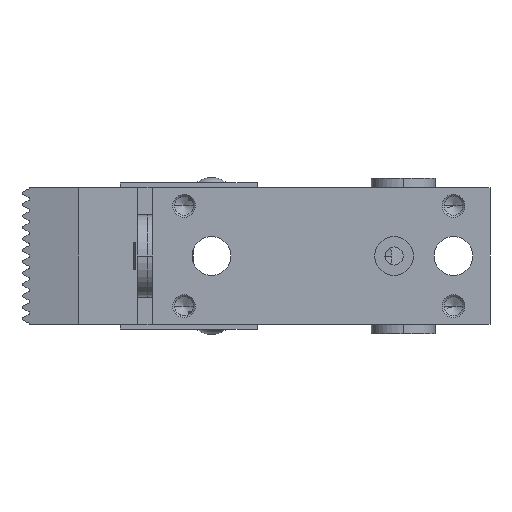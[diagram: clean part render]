
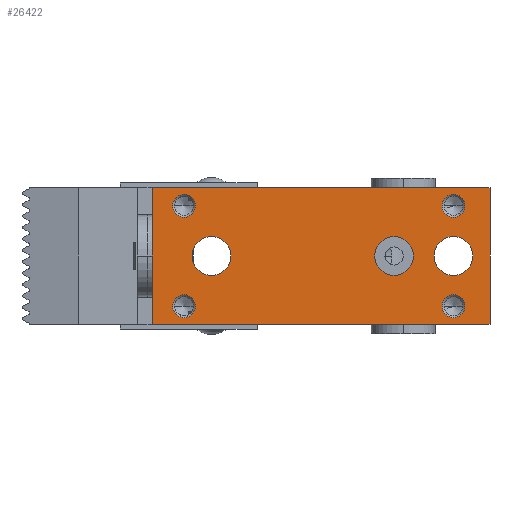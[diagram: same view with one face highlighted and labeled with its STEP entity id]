
A CAD part, front view. The second image highlights one B-rep face of the part: STEP entity #26422.
In plain terms, the highlighted planar face has unit normal (0, -1, 0).
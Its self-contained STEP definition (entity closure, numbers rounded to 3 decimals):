
#23963=DIRECTION('',(-1.,0.,0.));
#23964=VECTOR('',#23963,74.);
#23965=CARTESIAN_POINT('',(51.,0.,-15.));
#23966=LINE('',#23965,#23964);
#23970=DIRECTION('',(0.,0.,-1.));
#23971=VECTOR('',#23970,30.);
#23972=CARTESIAN_POINT('',(51.,0.,15.));
#23973=LINE('',#23972,#23971);
#23977=CARTESIAN_POINT('',(-10.,0.,0.));
#23978=DIRECTION('',(0.,-1.,0.));
#23979=DIRECTION('',(-1.,0.,0.));
#23980=AXIS2_PLACEMENT_3D('',#23977,#23978,#23979);
#23985=CARTESIAN_POINT('',(-10.,0.,0.));
#23986=DIRECTION('',(0.,-1.,0.));
#23987=DIRECTION('',(1.,0.,0.));
#23988=AXIS2_PLACEMENT_3D('',#23985,#23986,#23987);
#23993=CARTESIAN_POINT('',(30.,0.,0.));
#23994=DIRECTION('',(0.,-1.,0.));
#23995=DIRECTION('',(-1.,0.,0.));
#23996=AXIS2_PLACEMENT_3D('',#23993,#23994,#23995);
#24001=CARTESIAN_POINT('',(30.,0.,0.));
#24002=DIRECTION('',(0.,-1.,0.));
#24003=DIRECTION('',(1.,0.,0.));
#24004=AXIS2_PLACEMENT_3D('',#24001,#24002,#24003);
#24009=CARTESIAN_POINT('',(-16.,0.,-11.));
#24010=DIRECTION('',(0.,-1.,0.));
#24011=DIRECTION('',(-1.,0.,0.));
#24012=AXIS2_PLACEMENT_3D('',#24009,#24010,#24011);
#24017=CARTESIAN_POINT('',(-16.,0.,-11.));
#24018=DIRECTION('',(0.,-1.,0.));
#24019=DIRECTION('',(1.,0.,0.));
#24020=AXIS2_PLACEMENT_3D('',#24017,#24018,#24019);
#24025=CARTESIAN_POINT('',(43.,0.,-11.));
#24026=DIRECTION('',(0.,-1.,0.));
#24027=DIRECTION('',(-1.,0.,0.));
#24028=AXIS2_PLACEMENT_3D('',#24025,#24026,#24027);
#24033=CARTESIAN_POINT('',(43.,0.,-11.));
#24034=DIRECTION('',(0.,-1.,0.));
#24035=DIRECTION('',(1.,0.,0.));
#24036=AXIS2_PLACEMENT_3D('',#24033,#24034,#24035);
#24041=CARTESIAN_POINT('',(-16.,0.,11.));
#24042=DIRECTION('',(0.,-1.,0.));
#24043=DIRECTION('',(-1.,0.,0.));
#24044=AXIS2_PLACEMENT_3D('',#24041,#24042,#24043);
#24049=CARTESIAN_POINT('',(-16.,0.,11.));
#24050=DIRECTION('',(0.,-1.,0.));
#24051=DIRECTION('',(1.,0.,0.));
#24052=AXIS2_PLACEMENT_3D('',#24049,#24050,#24051);
#24057=CARTESIAN_POINT('',(43.,0.,11.));
#24058=DIRECTION('',(0.,-1.,0.));
#24059=DIRECTION('',(-1.,0.,0.));
#24060=AXIS2_PLACEMENT_3D('',#24057,#24058,#24059);
#24065=CARTESIAN_POINT('',(43.,0.,11.));
#24066=DIRECTION('',(0.,-1.,0.));
#24067=DIRECTION('',(1.,0.,0.));
#24068=AXIS2_PLACEMENT_3D('',#24065,#24066,#24067);
#24073=CARTESIAN_POINT('',(43.,0.,0.));
#24074=DIRECTION('',(0.,-1.,0.));
#24075=DIRECTION('',(-1.,0.,0.));
#24076=AXIS2_PLACEMENT_3D('',#24073,#24074,#24075);
#24081=CARTESIAN_POINT('',(43.,0.,0.));
#24082=DIRECTION('',(0.,-1.,0.));
#24083=DIRECTION('',(1.,0.,0.));
#24084=AXIS2_PLACEMENT_3D('',#24081,#24082,#24083);
#24170=DIRECTION('',(-1.,0.,0.));
#24171=VECTOR('',#24170,74.);
#24172=CARTESIAN_POINT('',(51.,0.,15.));
#24173=LINE('',#24172,#24171);
#24221=DIRECTION('',(0.,0.,-1.));
#24222=VECTOR('',#24221,30.);
#24223=CARTESIAN_POINT('',(-23.,0.,15.));
#24224=LINE('',#24223,#24222);
#26052=CARTESIAN_POINT('',(51.,0.,-15.));
#26053=CARTESIAN_POINT('',(-23.,0.,-15.));
#26054=VERTEX_POINT('',#26052);
#26055=VERTEX_POINT('',#26053);
#26056=CARTESIAN_POINT('',(-23.,0.,15.));
#26057=VERTEX_POINT('',#26056);
#26058=CARTESIAN_POINT('',(51.,0.,15.));
#26059=VERTEX_POINT('',#26058);
#26060=CARTESIAN_POINT('',(-14.25,0.,0.));
#26061=CARTESIAN_POINT('',(-5.75,0.,0.));
#26062=VERTEX_POINT('',#26060);
#26063=VERTEX_POINT('',#26061);
#26064=CARTESIAN_POINT('',(25.75,0.,0.));
#26065=CARTESIAN_POINT('',(34.25,0.,0.));
#26066=VERTEX_POINT('',#26064);
#26067=VERTEX_POINT('',#26065);
#26068=CARTESIAN_POINT('',(-18.5,0.,-11.));
#26069=CARTESIAN_POINT('',(-13.5,0.,-11.));
#26070=VERTEX_POINT('',#26068);
#26071=VERTEX_POINT('',#26069);
#26072=CARTESIAN_POINT('',(40.5,0.,-11.));
#26073=CARTESIAN_POINT('',(45.5,0.,-11.));
#26074=VERTEX_POINT('',#26072);
#26075=VERTEX_POINT('',#26073);
#26076=CARTESIAN_POINT('',(-18.5,0.,11.));
#26077=CARTESIAN_POINT('',(-13.5,0.,11.));
#26078=VERTEX_POINT('',#26076);
#26079=VERTEX_POINT('',#26077);
#26080=CARTESIAN_POINT('',(40.5,0.,11.));
#26081=CARTESIAN_POINT('',(45.5,0.,11.));
#26082=VERTEX_POINT('',#26080);
#26083=VERTEX_POINT('',#26081);
#26084=CARTESIAN_POINT('',(38.75,0.,0.));
#26085=CARTESIAN_POINT('',(47.25,0.,0.));
#26086=VERTEX_POINT('',#26084);
#26087=VERTEX_POINT('',#26085);
#26365=CARTESIAN_POINT('',(0.,0.,0.));
#26366=DIRECTION('',(0.,1.,0.));
#26367=DIRECTION('',(0.,0.,1.));
#26368=AXIS2_PLACEMENT_3D('',#26365,#26366,#26367);
#26369=PLANE('',#26368);
#26371=ORIENTED_EDGE('',*,*,#26370,.T.);
#26373=ORIENTED_EDGE('',*,*,#26372,.F.);
#26375=ORIENTED_EDGE('',*,*,#26374,.F.);
#26377=ORIENTED_EDGE('',*,*,#26376,.T.);
#26378=EDGE_LOOP('',(#26371,#26373,#26375,#26377));
#26379=FACE_OUTER_BOUND('',#26378,.F.);
#26381=ORIENTED_EDGE('',*,*,#26380,.T.);
#26383=ORIENTED_EDGE('',*,*,#26382,.T.);
#26384=EDGE_LOOP('',(#26381,#26383));
#26385=FACE_BOUND('',#26384,.F.);
#26387=ORIENTED_EDGE('',*,*,#26386,.T.);
#26389=ORIENTED_EDGE('',*,*,#26388,.T.);
#26390=EDGE_LOOP('',(#26387,#26389));
#26391=FACE_BOUND('',#26390,.F.);
#26393=ORIENTED_EDGE('',*,*,#26392,.T.);
#26395=ORIENTED_EDGE('',*,*,#26394,.T.);
#26396=EDGE_LOOP('',(#26393,#26395));
#26397=FACE_BOUND('',#26396,.F.);
#26399=ORIENTED_EDGE('',*,*,#26398,.T.);
#26401=ORIENTED_EDGE('',*,*,#26400,.T.);
#26402=EDGE_LOOP('',(#26399,#26401));
#26403=FACE_BOUND('',#26402,.F.);
#26405=ORIENTED_EDGE('',*,*,#26404,.T.);
#26407=ORIENTED_EDGE('',*,*,#26406,.T.);
#26408=EDGE_LOOP('',(#26405,#26407));
#26409=FACE_BOUND('',#26408,.F.);
#26411=ORIENTED_EDGE('',*,*,#26410,.T.);
#26413=ORIENTED_EDGE('',*,*,#26412,.T.);
#26414=EDGE_LOOP('',(#26411,#26413));
#26415=FACE_BOUND('',#26414,.F.);
#26417=ORIENTED_EDGE('',*,*,#26416,.T.);
#26419=ORIENTED_EDGE('',*,*,#26418,.T.);
#26420=EDGE_LOOP('',(#26417,#26419));
#26421=FACE_BOUND('',#26420,.F.);
#23981=CIRCLE('',#23980,4.25);
#23989=CIRCLE('',#23988,4.25);
#23997=CIRCLE('',#23996,4.25);
#24005=CIRCLE('',#24004,4.25);
#24013=CIRCLE('',#24012,2.5);
#24021=CIRCLE('',#24020,2.5);
#24029=CIRCLE('',#24028,2.5);
#24037=CIRCLE('',#24036,2.5);
#24045=CIRCLE('',#24044,2.5);
#24053=CIRCLE('',#24052,2.5);
#24061=CIRCLE('',#24060,2.5);
#24069=CIRCLE('',#24068,2.5);
#24077=CIRCLE('',#24076,4.25);
#24085=CIRCLE('',#24084,4.25);
#26370=EDGE_CURVE('',#26054,#26055,#23966,.T.);
#26372=EDGE_CURVE('',#26057,#26055,#24224,.T.);
#26374=EDGE_CURVE('',#26059,#26057,#24173,.T.);
#26376=EDGE_CURVE('',#26059,#26054,#23973,.T.);
#26380=EDGE_CURVE('',#26062,#26063,#23981,.T.);
#26382=EDGE_CURVE('',#26063,#26062,#23989,.T.);
#26386=EDGE_CURVE('',#26066,#26067,#23997,.T.);
#26388=EDGE_CURVE('',#26067,#26066,#24005,.T.);
#26392=EDGE_CURVE('',#26070,#26071,#24013,.T.);
#26394=EDGE_CURVE('',#26071,#26070,#24021,.T.);
#26398=EDGE_CURVE('',#26074,#26075,#24029,.T.);
#26400=EDGE_CURVE('',#26075,#26074,#24037,.T.);
#26404=EDGE_CURVE('',#26078,#26079,#24045,.T.);
#26406=EDGE_CURVE('',#26079,#26078,#24053,.T.);
#26410=EDGE_CURVE('',#26082,#26083,#24061,.T.);
#26412=EDGE_CURVE('',#26083,#26082,#24069,.T.);
#26416=EDGE_CURVE('',#26086,#26087,#24077,.T.);
#26418=EDGE_CURVE('',#26087,#26086,#24085,.T.);
#26422=ADVANCED_FACE('',(#26379,#26385,#26391,#26397,#26403,#26409,#26415,
#26421),#26369,.F.);
